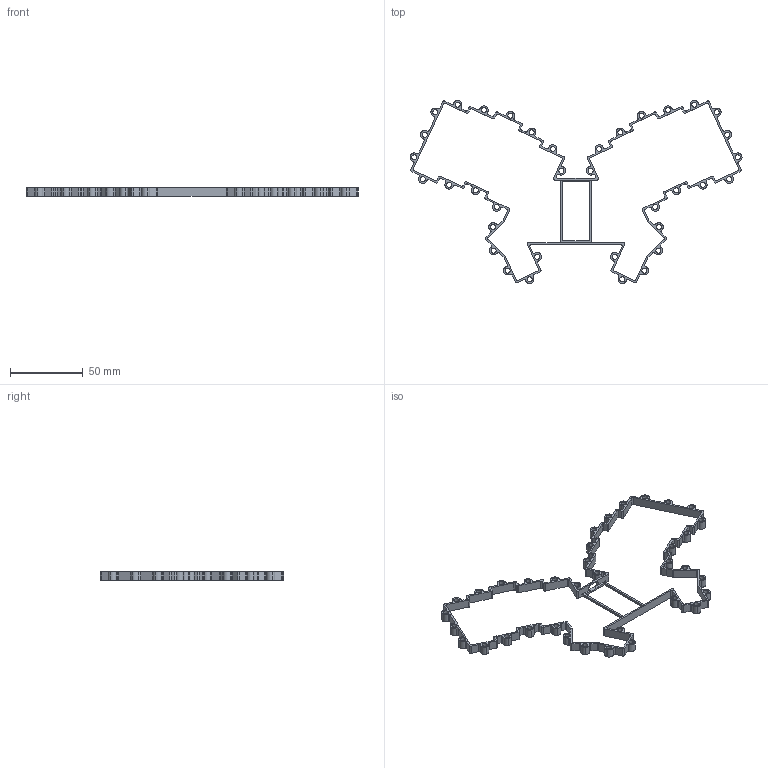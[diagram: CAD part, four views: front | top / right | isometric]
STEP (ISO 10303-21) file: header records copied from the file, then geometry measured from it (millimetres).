
FILE_DESCRIPTION(('HOOPS Exchange Step'),'2;1');
FILE_NAME('temp_export','2023-11-19T20:08:38+19:00',('jscotto'),('Shapr3D Limited'),'HOOPS Exchange 2023.2','Shapr3D','Authorized');
FILE_SCHEMA( ('AUTOMOTIVE_DESIGN { 1 0 10303 214 1 1 1 1 }') );
Length unit declared in the file: millimetre
Products named in the file (1): 3x5 - Middle
Bounding box: 227.93 x 125.72 x 6 mm (x, y, z)
Volume: 9030.4 mm3; surface area: 16667.5 mm2
Topology: 1 solids, 1 shells, 481 faces, 1452 edges, 970 vertices
Faces by surface type: cylinder 332, plane 149
Full cylindrical faces by diameter (mm): 3.5 x35, 3.6 x1
Entity records: 16804 total; most frequent: DIRECTION 3082, CARTESIAN_POINT 2904, ORIENTED_EDGE 2904, EDGE_CURVE 1452, AXIS2_PLACEMENT_3D 1148, VERTEX_POINT 970, VECTOR 786, LINE 786
